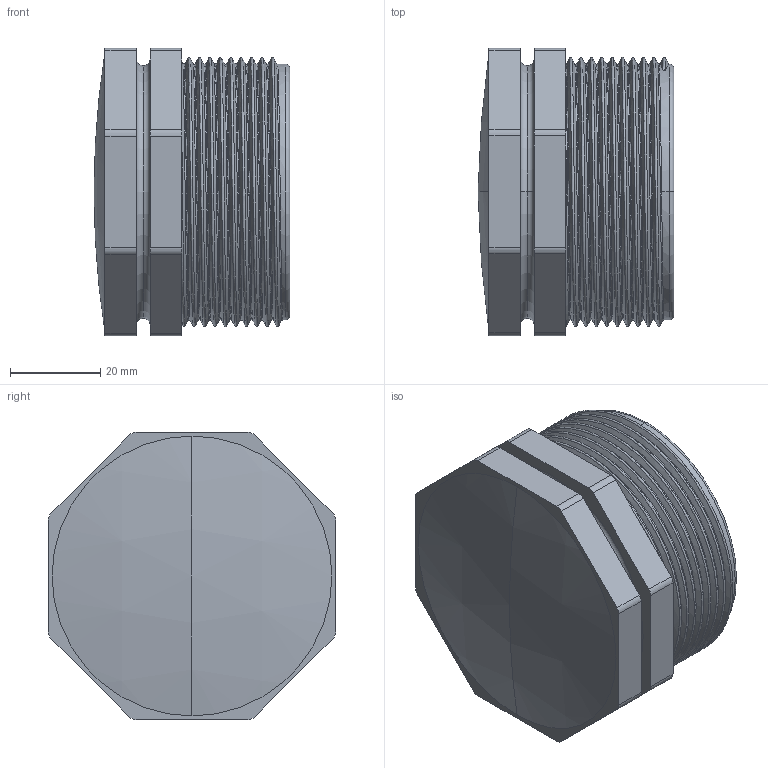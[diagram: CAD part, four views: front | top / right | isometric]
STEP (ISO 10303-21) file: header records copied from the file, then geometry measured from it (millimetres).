
FILE_DESCRIPTION (( 'STEP AP203' ), '1' );
FILE_NAME ('00200_1515.STEP', '2017-05-12T14:43:36', ( '' ), ( '' ), 'SwSTEP 2.0', 'SolidWorks 2011', '' );
FILE_SCHEMA (( 'CONFIG_CONTROL_DESIGN' ));
Length unit declared in the file: millimetre
Products named in the file (1): 00200_1515
Bounding box: 43.4 x 63.7 x 63.7 mm (x, y, z)
Volume: 66909.7 mm3; surface area: 23560 mm2
Topology: 1 solids, 1 shells, 81 faces, 211 edges, 137 vertices
Faces by surface type: cylinder 39, plane 22, torus 11, bspline 5, sphere 2, cone 2
Entity records: 7262 total; most frequent: CARTESIAN_POINT 5301, ORIENTED_EDGE 422, DIRECTION 380, EDGE_CURVE 211, AXIS2_PLACEMENT_3D 146, VERTEX_POINT 137, VECTOR 88, LINE 88
